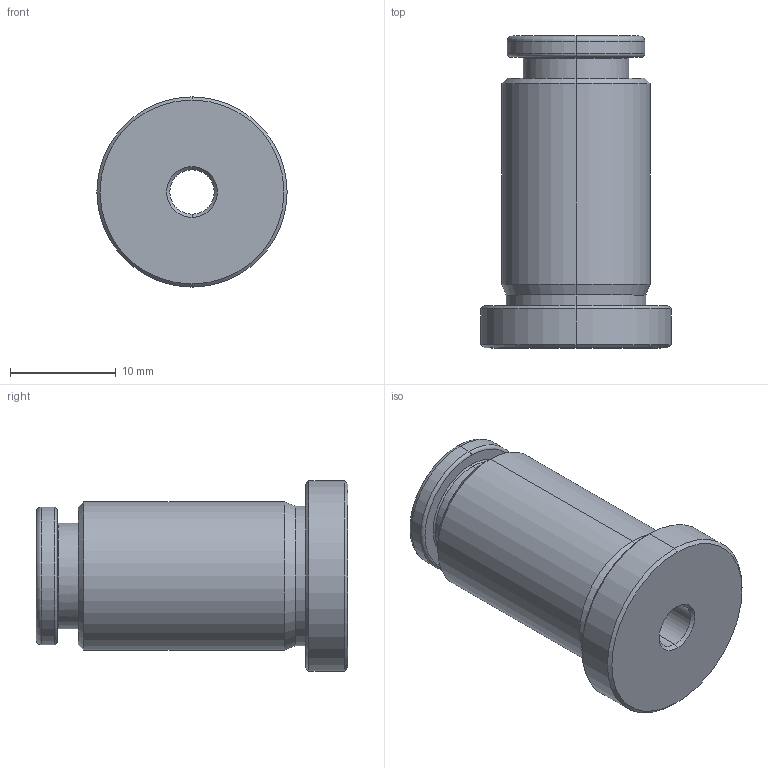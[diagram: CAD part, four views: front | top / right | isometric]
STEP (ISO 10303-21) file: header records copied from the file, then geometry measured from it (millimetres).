
FILE_DESCRIPTION (( 'STEP AP214' ), '1' );
FILE_NAME ('BT061418.STEP', '2014-12-15T09:24:34', ( '' ), ( '' ), 'SwSTEP 2.0', 'SolidWorks 2014', '' );
FILE_SCHEMA (( 'AUTOMOTIVE_DESIGN' ));
Length unit declared in the file: millimetre
Products named in the file (5): 1BOLA2.38; 9BT061418_9BA.061418; 1MUELLE 6; BT061418; 1CASQPULS 6L_Pulsador_06
Assembly tree (9 placements, depth 2):
  BT061418
    9BT061418_9BA.061418
    1CASQPULS 6L_Pulsador_06
    1MUELLE 6
    1BOLA2.38  x6
Bounding box: 18 x 29.5 x 18 mm (x, y, z)
Volume: 3587 mm3; surface area: 3994.6 mm2
Topology: 9 solids, 9 shells, 150 faces, 385 edges, 237 vertices
Faces by surface type: cylinder 55, cone 46, torus 21, plane 14, sphere 12, bspline 2
Entity records: 5983 total; most frequent: CARTESIAN_POINT 2480, DIRECTION 715, ORIENTED_EDGE 690, EDGE_CURVE 345, AXIS2_PLACEMENT_3D 314, VERTEX_POINT 209, CIRCLE 164, EDGE_LOOP 156
